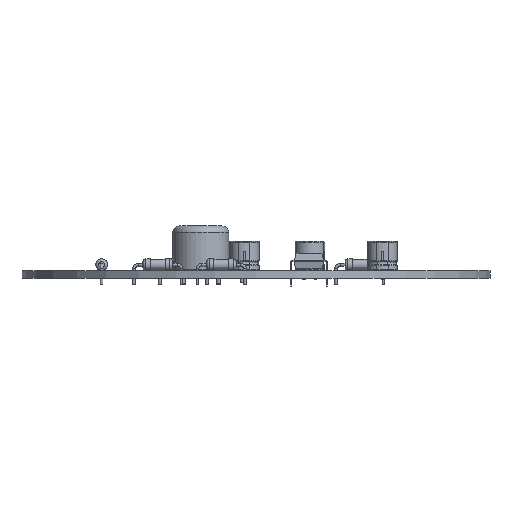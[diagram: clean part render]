
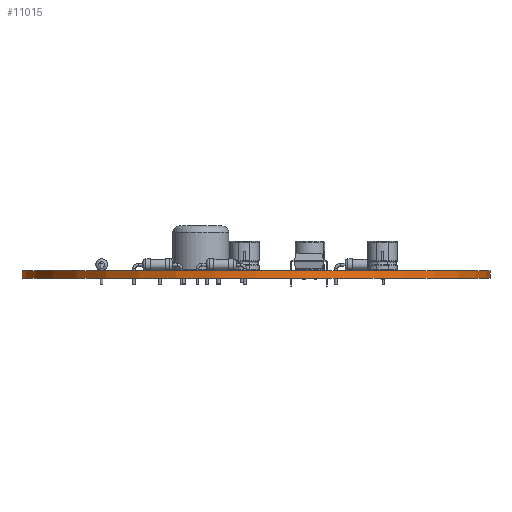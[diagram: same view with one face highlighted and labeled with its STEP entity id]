
A CAD part, front view. The second image highlights one B-rep face of the part: STEP entity #11015.
In plain terms, the highlighted cylindrical face has radius 50 mm (diameter 100 mm), a full revolution.
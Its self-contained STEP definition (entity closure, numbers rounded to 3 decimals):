
#11015 = ADVANCED_FACE('',(#11016),#11043,.T.);
#11016 = FACE_BOUND('',#11017,.F.);
#11017 = EDGE_LOOP('',(#11018,#11028,#11035,#11036));
#11018 = ORIENTED_EDGE('',*,*,#11019,.T.);
#11019 = EDGE_CURVE('',#11020,#11022,#11024,.T.);
#11020 = VERTEX_POINT('',#11021);
#11021 = CARTESIAN_POINT('',(195.,-100.,0.));
#11022 = VERTEX_POINT('',#11023);
#11023 = CARTESIAN_POINT('',(195.,-100.,1.51));
#11024 = LINE('',#11025,#11026);
#11025 = CARTESIAN_POINT('',(195.,-100.,0.));
#11026 = VECTOR('',#11027,1.);
#11027 = DIRECTION('',(0.,0.,1.));
#11028 = ORIENTED_EDGE('',*,*,#11029,.T.);
#11029 = EDGE_CURVE('',#11022,#11022,#11030,.T.);
#11030 = CIRCLE('',#11031,50.);
#11031 = AXIS2_PLACEMENT_3D('',#11032,#11033,#11034);
#11032 = CARTESIAN_POINT('',(145.,-100.,1.51));
#11033 = DIRECTION('',(0.,0.,1.));
#11034 = DIRECTION('',(1.,0.,-0.));
#11035 = ORIENTED_EDGE('',*,*,#11019,.F.);
#11036 = ORIENTED_EDGE('',*,*,#11037,.F.);
#11037 = EDGE_CURVE('',#11020,#11020,#11038,.T.);
#11038 = CIRCLE('',#11039,50.);
#11039 = AXIS2_PLACEMENT_3D('',#11040,#11041,#11042);
#11040 = CARTESIAN_POINT('',(145.,-100.,0.));
#11041 = DIRECTION('',(0.,0.,1.));
#11042 = DIRECTION('',(1.,0.,-0.));
#11043 = CYLINDRICAL_SURFACE('',#11044,50.);
#11044 = AXIS2_PLACEMENT_3D('',#11045,#11046,#11047);
#11045 = CARTESIAN_POINT('',(145.,-100.,0.));
#11046 = DIRECTION('',(-0.,-0.,-1.));
#11047 = DIRECTION('',(1.,0.,-0.));
